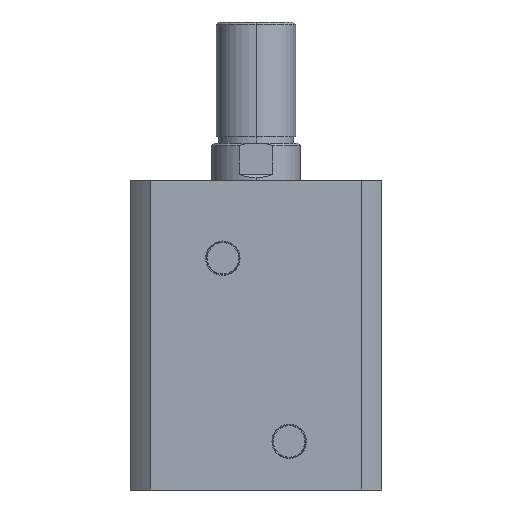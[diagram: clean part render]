
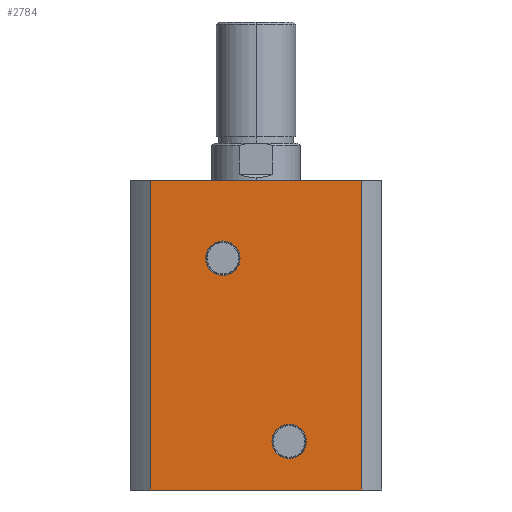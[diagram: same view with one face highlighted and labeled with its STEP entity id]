
A CAD part, left-side view. The second image highlights one B-rep face of the part: STEP entity #2784.
In plain terms, the highlighted planar face has unit normal (-1, 0, 0).
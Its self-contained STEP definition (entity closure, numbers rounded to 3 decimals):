
#82 = VERTEX_POINT ( 'NONE', #1403 ) ;
#118 = VERTEX_POINT ( 'NONE', #1504 ) ;
#577 = DIRECTION ( 'NONE',  ( 0., 0., -1. ) ) ;
#583 = CARTESIAN_POINT ( 'NONE',  ( -57., 47.971, 140. ) ) ;
#592 = CARTESIAN_POINT ( 'NONE',  ( -57., 0., 0. ) ) ;
#593 = DIRECTION ( 'NONE',  ( 0., -1., 0. ) ) ;
#594 = CARTESIAN_POINT ( 'NONE',  ( -57., -15., 22. ) ) ;
#595 = DIRECTION ( 'NONE',  ( -1., 0., 0. ) ) ;
#596 = DIRECTION ( 'NONE',  ( 0., 0., 1. ) ) ;
#598 = CARTESIAN_POINT ( 'NONE',  ( -57., 0., 140. ) ) ;
#599 = CARTESIAN_POINT ( 'NONE',  ( -57., 15., 105. ) ) ;
#600 = DIRECTION ( 'NONE',  ( -1., 0., 0. ) ) ;
#601 = DIRECTION ( 'NONE',  ( 0., 0., 1. ) ) ;
#602 = CARTESIAN_POINT ( 'NONE',  ( -57., -47.971, 140. ) ) ;
#604 = DIRECTION ( 'NONE',  ( 0., 0., -1. ) ) ;
#605 = DIRECTION ( 'NONE',  ( 0., -1., 0. ) ) ;
#913 = CIRCLE ( 'NONE', #1529, 7.797 ) ;
#926 = CIRCLE ( 'NONE', #3709, 7.797 ) ;
#1145 = LINE ( 'NONE', #583, #1147 ) ;
#1146 = LINE ( 'NONE', #598, #1156 ) ;
#1147 = VECTOR ( 'NONE', #577, 1000. ) ;
#1148 = CIRCLE ( 'NONE', #2905, 7.797 ) ;
#1149 = CIRCLE ( 'NONE', #2907, 7.797 ) ;
#1150 = LINE ( 'NONE', #592, #1152 ) ;
#1151 = LINE ( 'NONE', #602, #1154 ) ;
#1152 = VECTOR ( 'NONE', #593, 1000. ) ;
#1154 = VECTOR ( 'NONE', #604, 1000. ) ;
#1156 = VECTOR ( 'NONE', #605, 1000. ) ;
#1365 = FACE_OUTER_BOUND ( 'NONE', #2534, .T. ) ;
#1383 = FACE_BOUND ( 'NONE', #2529, .T. ) ;
#1386 = FACE_BOUND ( 'NONE', #2533, .T. ) ;
#1403 = CARTESIAN_POINT ( 'NONE',  ( -57., 15., 112.797 ) ) ;
#1504 = CARTESIAN_POINT ( 'NONE',  ( -57., 15., 97.203 ) ) ;
#1529 = AXIS2_PLACEMENT_3D ( 'NONE', #3469, #3467, #3466 ) ;
#1655 = EDGE_CURVE ( 'NONE', #3651, #3641, #913, .T. ) ;
#1663 = EDGE_CURVE ( 'NONE', #118, #82, #926, .T. ) ;
#1790 = EDGE_CURVE ( 'NONE', #3762, #3626, #1145, .T. ) ;
#1792 = EDGE_CURVE ( 'NONE', #3641, #3651, #1148, .T. ) ;
#1793 = EDGE_CURVE ( 'NONE', #82, #118, #1149, .T. ) ;
#1794 = EDGE_CURVE ( 'NONE', #3626, #3624, #1150, .T. ) ;
#1795 = EDGE_CURVE ( 'NONE', #3628, #3624, #1151, .T. ) ;
#1796 = EDGE_CURVE ( 'NONE', #3762, #3628, #1146, .T. ) ;
#1996 = DIRECTION ( 'NONE',  ( 1., 0., 0. ) ) ;
#2001 = CARTESIAN_POINT ( 'NONE',  ( -57., 0., 140. ) ) ;
#2003 = PLANE ( 'NONE',  #2882 ) ;
#2005 = DIRECTION ( 'NONE',  ( 0., 1., 0. ) ) ;
#2224 = CARTESIAN_POINT ( 'NONE',  ( -57., -47.971, 0. ) ) ;
#2226 = CARTESIAN_POINT ( 'NONE',  ( -57., 47.971, 0. ) ) ;
#2228 = CARTESIAN_POINT ( 'NONE',  ( -57., -47.971, 140. ) ) ;
#2235 = CARTESIAN_POINT ( 'NONE',  ( -57., -15., 29.797 ) ) ;
#2247 = CARTESIAN_POINT ( 'NONE',  ( -57., -15., 14.203 ) ) ;
#2314 = CARTESIAN_POINT ( 'NONE',  ( -57., 47.971, 140. ) ) ;
#2529 = EDGE_LOOP ( 'NONE', ( #3746, #3747 ) ) ;
#2533 = EDGE_LOOP ( 'NONE', ( #3748, #2966 ) ) ;
#2534 = EDGE_LOOP ( 'NONE', ( #2967, #2968, #2969, #2970 ) ) ;
#2784 = ADVANCED_FACE ( 'NONE', ( #1383, #1386, #1365 ), #2003, .F. ) ;
#2882 = AXIS2_PLACEMENT_3D ( 'NONE', #2001, #1996, #2005 ) ;
#2905 = AXIS2_PLACEMENT_3D ( 'NONE', #594, #595, #596 ) ;
#2907 = AXIS2_PLACEMENT_3D ( 'NONE', #599, #600, #601 ) ;
#2966 = ORIENTED_EDGE ( 'NONE', *, *, #1663, .F. ) ;
#2967 = ORIENTED_EDGE ( 'NONE', *, *, #1794, .T. ) ;
#2968 = ORIENTED_EDGE ( 'NONE', *, *, #1795, .F. ) ;
#2969 = ORIENTED_EDGE ( 'NONE', *, *, #1796, .F. ) ;
#2970 = ORIENTED_EDGE ( 'NONE', *, *, #1790, .T. ) ;
#3466 = DIRECTION ( 'NONE',  ( 0., 0., 1. ) ) ;
#3467 = DIRECTION ( 'NONE',  ( -1., 0., 0. ) ) ;
#3469 = CARTESIAN_POINT ( 'NONE',  ( -57., -15., 22. ) ) ;
#3519 = DIRECTION ( 'NONE',  ( 0., 0., 1. ) ) ;
#3522 = DIRECTION ( 'NONE',  ( -1., 0., 0. ) ) ;
#3524 = CARTESIAN_POINT ( 'NONE',  ( -57., 15., 105. ) ) ;
#3624 = VERTEX_POINT ( 'NONE', #2224 ) ;
#3626 = VERTEX_POINT ( 'NONE', #2226 ) ;
#3628 = VERTEX_POINT ( 'NONE', #2228 ) ;
#3641 = VERTEX_POINT ( 'NONE', #2235 ) ;
#3651 = VERTEX_POINT ( 'NONE', #2247 ) ;
#3709 = AXIS2_PLACEMENT_3D ( 'NONE', #3524, #3522, #3519 ) ;
#3746 = ORIENTED_EDGE ( 'NONE', *, *, #1792, .F. ) ;
#3747 = ORIENTED_EDGE ( 'NONE', *, *, #1655, .F. ) ;
#3748 = ORIENTED_EDGE ( 'NONE', *, *, #1793, .F. ) ;
#3762 = VERTEX_POINT ( 'NONE', #2314 ) ;
